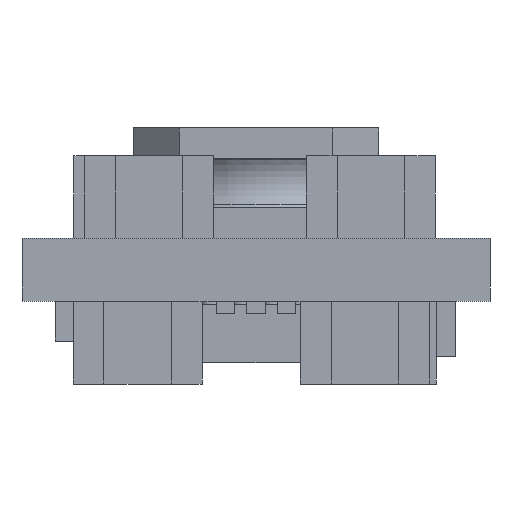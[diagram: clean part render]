
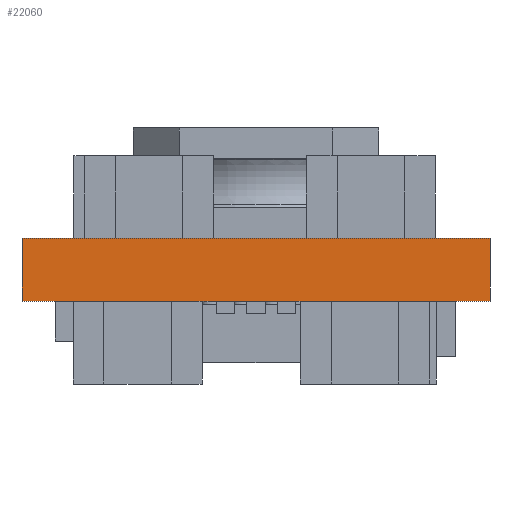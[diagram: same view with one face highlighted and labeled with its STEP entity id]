
A CAD part, front view. The second image highlights one B-rep face of the part: STEP entity #22060.
In plain terms, the highlighted planar face has unit normal (0, -1, 0).
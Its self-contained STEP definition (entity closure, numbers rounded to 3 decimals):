
#2456 = CARTESIAN_POINT ( 'NONE',  ( 7.62, 0., 1.02 ) ) ;
#3032 = VERTEX_POINT ( 'NONE', #22466 ) ;
#3589 = CARTESIAN_POINT ( 'NONE',  ( 0., 0., 0. ) ) ;
#4687 = VECTOR ( 'NONE', #32493, 1000. ) ;
#4715 = CARTESIAN_POINT ( 'NONE',  ( 0., 0., 1.02 ) ) ;
#4726 = DIRECTION ( 'NONE',  ( 0., 0., -1. ) ) ;
#5010 = VERTEX_POINT ( 'NONE', #14411 ) ;
#9741 = AXIS2_PLACEMENT_3D ( 'NONE', #26945, #11972, #32902 ) ;
#10000 = VERTEX_POINT ( 'NONE', #4715 ) ;
#11856 = EDGE_CURVE ( 'NONE', #3032, #5010, #19748, .T. ) ;
#11972 = DIRECTION ( 'NONE',  ( 0., 1., 0. ) ) ;
#12423 = FACE_OUTER_BOUND ( 'NONE', #25853, .T. ) ;
#13296 = EDGE_CURVE ( 'NONE', #10000, #16669, #24099, .T. ) ;
#14110 = CARTESIAN_POINT ( 'NONE',  ( 0., 0., 1.02 ) ) ;
#14411 = CARTESIAN_POINT ( 'NONE',  ( 7.62, 0., 0. ) ) ;
#15922 = ORIENTED_EDGE ( 'NONE', *, *, #19911, .F. ) ;
#16669 = VERTEX_POINT ( 'NONE', #2456 ) ;
#17876 = ORIENTED_EDGE ( 'NONE', *, *, #33720, .T. ) ;
#19748 = LINE ( 'NONE', #3589, #32863 ) ;
#19911 = EDGE_CURVE ( 'NONE', #16669, #5010, #33354, .T. ) ;
#21717 = DIRECTION ( 'NONE',  ( 0., 0., -1. ) ) ;
#22060 = ADVANCED_FACE ( 'NONE', ( #12423 ), #22503, .F. ) ;
#22466 = CARTESIAN_POINT ( 'NONE',  ( 0., 0., 0. ) ) ;
#22503 = PLANE ( 'NONE',  #9741 ) ;
#23112 = CARTESIAN_POINT ( 'NONE',  ( 0., 0., 1.02 ) ) ;
#24099 = LINE ( 'NONE', #14110, #4687 ) ;
#24430 = VECTOR ( 'NONE', #4726, 1000. ) ;
#24743 = VECTOR ( 'NONE', #21717, 1000. ) ;
#25853 = EDGE_LOOP ( 'NONE', ( #29841, #15922, #26897, #17876 ) ) ;
#26897 = ORIENTED_EDGE ( 'NONE', *, *, #13296, .F. ) ;
#26945 = CARTESIAN_POINT ( 'NONE',  ( 0., 0., 1.02 ) ) ;
#29352 = LINE ( 'NONE', #23112, #24430 ) ;
#29841 = ORIENTED_EDGE ( 'NONE', *, *, #11856, .T. ) ;
#32103 = CARTESIAN_POINT ( 'NONE',  ( 7.62, 0., 1.02 ) ) ;
#32493 = DIRECTION ( 'NONE',  ( 1., 0., 0. ) ) ;
#32863 = VECTOR ( 'NONE', #33308, 1000. ) ;
#32902 = DIRECTION ( 'NONE',  ( 0., 0., 1. ) ) ;
#33308 = DIRECTION ( 'NONE',  ( 1., 0., 0. ) ) ;
#33354 = LINE ( 'NONE', #32103, #24743 ) ;
#33720 = EDGE_CURVE ( 'NONE', #10000, #3032, #29352, .T. ) ;
